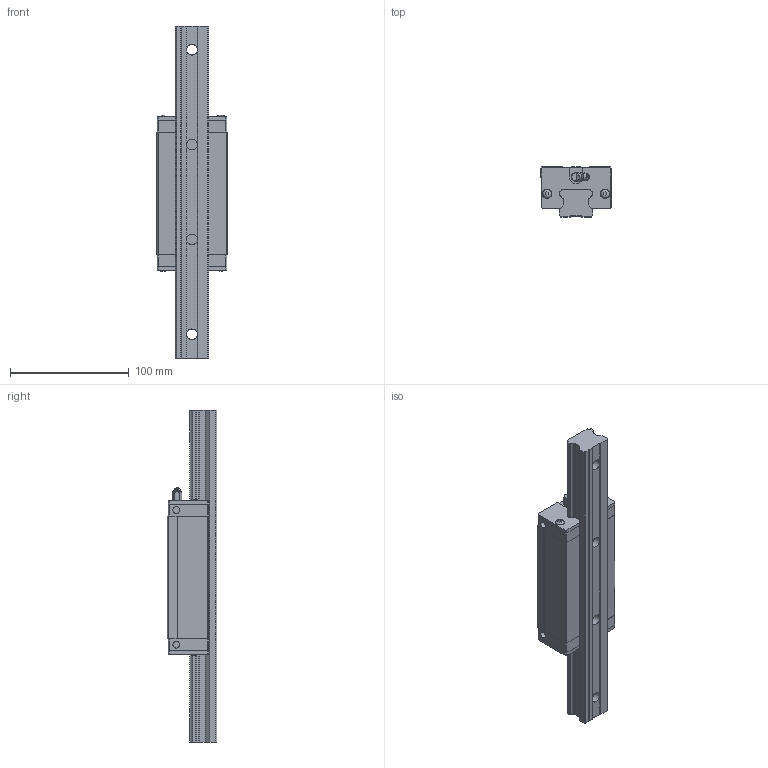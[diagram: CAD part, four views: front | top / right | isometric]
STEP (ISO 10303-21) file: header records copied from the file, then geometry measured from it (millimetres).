
FILE_DESCRIPTION (( 'STEP AP203' ), '1' );
FILE_NAME ('SBI 30 HLL.STEP', '2015-01-08T07:54:15', ( 'john' ), ( '' ), 'SwSTEP 2.0', 'SolidWorks 2013', '' );
FILE_SCHEMA (( 'CONFIG_CONTROL_DESIGN' ));
Length unit declared in the file: millimetre
Products named in the file (6): DEFAULT_4; SBI 30 HLL; DEFAULT_3; A2N; DEFAULT_1; DEFAULT_2
Assembly tree (7 placements, depth 2):
  SBI 30 HLL
    DEFAULT_1
    DEFAULT_2
    DEFAULT_3  x2
    DEFAULT_4  x2
    A2N
Bounding box: 60 x 42.06 x 280 mm (x, y, z)
Volume: 364911.5 mm3; surface area: 82246.3 mm2
Topology: 7 solids, 7 shells, 335 faces, 906 edges, 598 vertices
Faces by surface type: plane 235, cylinder 78, cone 14, torus 4, bspline 4
Full cylindrical faces by diameter (mm): 3.3 x4, 4.5 x4, 5.7 x6, 6 x1, 6.647 x4, 6.7 x2, 7.5 x4, 8 x4, 9 x4, 14 x4
Entity records: 8038 total; most frequent: CARTESIAN_POINT 1599, ORIENTED_EDGE 1166, DIRECTION 1156, EDGE_CURVE 583, LINE 422, VECTOR 422, VERTEX_POINT 406, AXIS2_PLACEMENT_3D 367
